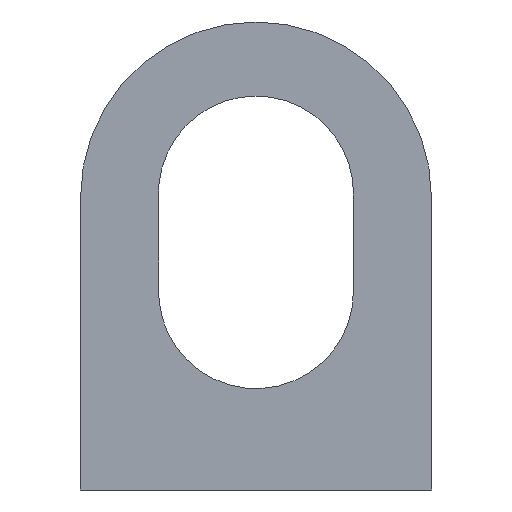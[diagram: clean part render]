
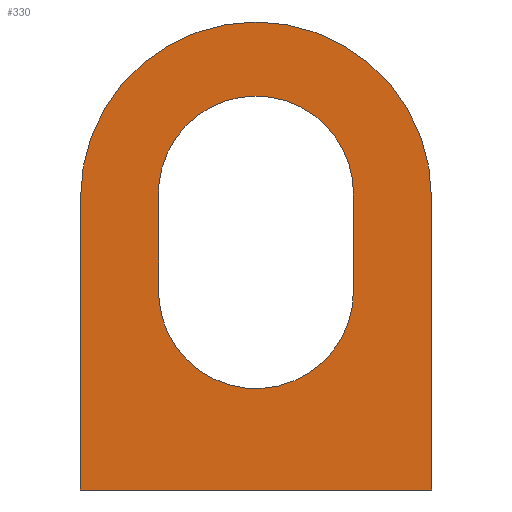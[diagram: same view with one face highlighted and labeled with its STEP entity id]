
A CAD part, front view. The second image highlights one B-rep face of the part: STEP entity #330.
In plain terms, the highlighted planar face has unit normal (0, -1, 0).
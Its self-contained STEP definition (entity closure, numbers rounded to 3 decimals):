
#42=CARTESIAN_POINT('',(22.5,-5.,11.092));
#43=VERTEX_POINT('',#42);
#50=CARTESIAN_POINT('',(22.5,-5.,-26.408));
#51=VERTEX_POINT('',#50);
#52=CARTESIAN_POINT('',(22.5,-5.,11.092));
#53=DIRECTION('',(0.,0.,-1.));
#54=VECTOR('',#53,37.5);
#55=LINE('',#52,#54);
#56=EDGE_CURVE('',#43,#51,#55,.T.);
#74=CARTESIAN_POINT('',(0.,-5.,33.592));
#75=VERTEX_POINT('',#74);
#82=CARTESIAN_POINT('',(0.,-5.,11.092));
#83=DIRECTION('',(0.,-1.,0.));
#84=DIRECTION('',(0.,0.,-1.));
#85=AXIS2_PLACEMENT_3D('',#82,#83,#84);
#86=CIRCLE('',#85,22.5);
#87=EDGE_CURVE('',#43,#75,#86,.T.);
#115=CARTESIAN_POINT('',(-22.5,-5.,-26.408));
#116=VERTEX_POINT('',#115);
#123=CARTESIAN_POINT('',(-22.5,-5.,11.092));
#124=VERTEX_POINT('',#123);
#125=CARTESIAN_POINT('',(-22.5,-5.,-26.408));
#126=DIRECTION('',(-0.,-0.,1.));
#127=VECTOR('',#126,37.5);
#128=LINE('',#125,#127);
#129=EDGE_CURVE('',#116,#124,#128,.T.);
#147=CARTESIAN_POINT('',(0.,-5.,24.092));
#148=VERTEX_POINT('',#147);
#164=CARTESIAN_POINT('',(12.499,-5.,11.41));
#165=VERTEX_POINT('',#164);
#172=CARTESIAN_POINT('',(0.,-5.,11.592));
#173=DIRECTION('',(0.,-1.,0.));
#174=DIRECTION('',(0.,0.,-1.));
#175=AXIS2_PLACEMENT_3D('',#172,#173,#174);
#176=CIRCLE('',#175,12.5);
#177=EDGE_CURVE('',#165,#148,#176,.T.);
#195=CARTESIAN_POINT('',(12.499,-5.,-0.727));
#196=VERTEX_POINT('',#195);
#203=CARTESIAN_POINT('',(12.499,-5.,-0.727));
#204=DIRECTION('',(0.,0.,1.));
#205=VECTOR('',#204,12.137);
#206=LINE('',#203,#205);
#207=EDGE_CURVE('',#196,#165,#206,.T.);
#227=CARTESIAN_POINT('',(-12.477,-5.,-0.15));
#228=VERTEX_POINT('',#227);
#235=CARTESIAN_POINT('',(-0.,-5.,-0.908));
#236=DIRECTION('',(0.,-1.,0.));
#237=DIRECTION('',(0.,0.,-1.));
#238=AXIS2_PLACEMENT_3D('',#235,#236,#237);
#239=CIRCLE('',#238,12.5);
#240=EDGE_CURVE('',#228,#196,#239,.T.);
#259=CARTESIAN_POINT('',(-12.477,-5.,10.833));
#260=VERTEX_POINT('',#259);
#267=CARTESIAN_POINT('',(-12.477,-5.,-0.15));
#268=DIRECTION('',(0.,0.,1.));
#269=VECTOR('',#268,10.983);
#270=LINE('',#267,#269);
#271=EDGE_CURVE('',#228,#260,#270,.T.);
#289=CARTESIAN_POINT('',(22.5,-5.,-26.408));
#290=DIRECTION('',(-1.,-0.,-0.));
#291=VECTOR('',#290,45.);
#292=LINE('',#289,#291);
#293=EDGE_CURVE('',#51,#116,#292,.T.);
#299=CARTESIAN_POINT('',(0.,-5.,-0.));
#300=DIRECTION('',(0.,-1.,0.));
#301=DIRECTION('',(0.,0.,-1.));
#302=AXIS2_PLACEMENT_3D('',#299,#300,#301);
#303=PLANE('',#302);
#304=CARTESIAN_POINT('',(0.,-5.,11.592));
#305=DIRECTION('',(0.,-1.,0.));
#306=DIRECTION('',(0.,0.,-1.));
#307=AXIS2_PLACEMENT_3D('',#304,#305,#306);
#308=CIRCLE('',#307,12.5);
#309=EDGE_CURVE('',#148,#260,#308,.T.);
#310=ORIENTED_EDGE('',*,*,#309,.F.);
#311=ORIENTED_EDGE('',*,*,#177,.F.);
#312=ORIENTED_EDGE('',*,*,#207,.F.);
#313=ORIENTED_EDGE('',*,*,#240,.F.);
#314=ORIENTED_EDGE('',*,*,#271,.T.);
#315=EDGE_LOOP('',(#310,#311,#312,#313,#314));
#316=FACE_BOUND('',#315,.T.);
#317=ORIENTED_EDGE('',*,*,#56,.F.);
#318=ORIENTED_EDGE('',*,*,#87,.T.);
#319=CARTESIAN_POINT('',(0.,-5.,11.092));
#320=DIRECTION('',(0.,-1.,0.));
#321=DIRECTION('',(0.,0.,-1.));
#322=AXIS2_PLACEMENT_3D('',#319,#320,#321);
#323=CIRCLE('',#322,22.5);
#324=EDGE_CURVE('',#75,#124,#323,.T.);
#325=ORIENTED_EDGE('',*,*,#324,.T.);
#326=ORIENTED_EDGE('',*,*,#129,.F.);
#327=ORIENTED_EDGE('',*,*,#293,.F.);
#328=EDGE_LOOP('',(#317,#318,#325,#326,#327));
#329=FACE_BOUND('',#328,.T.);
#330=ADVANCED_FACE('',(#316,#329),#303,.T.);
